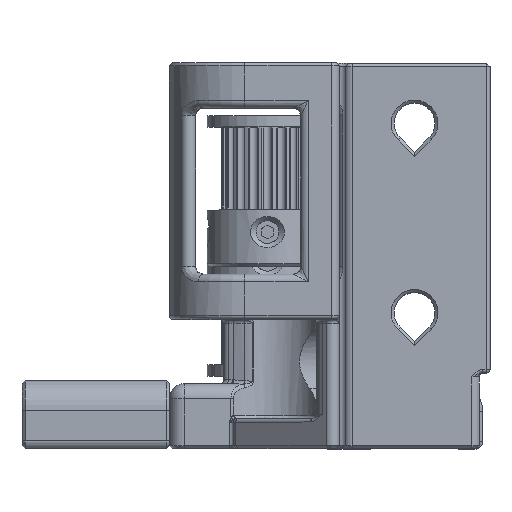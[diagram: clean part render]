
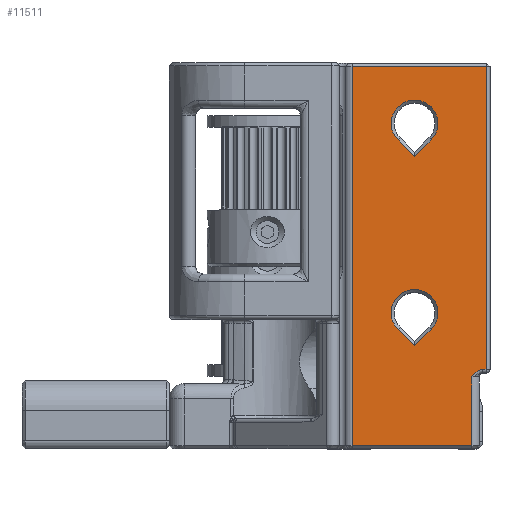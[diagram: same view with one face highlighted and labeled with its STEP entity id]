
A CAD part, top view. The second image highlights one B-rep face of the part: STEP entity #11511.
In plain terms, the highlighted planar face has unit normal (0, 0, 1).
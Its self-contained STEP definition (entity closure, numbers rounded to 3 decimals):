
#428=B_SPLINE_CURVE_WITH_KNOTS('',3,(#21942,#21943,#21944,#21945,#21946,
#21947,#21948,#21949),.UNSPECIFIED.,.F.,.F.,(4,1,1,2,4),(0.,0.108,
0.144,0.18,0.18),.UNSPECIFIED.);
#792=LINE('',#21863,#1699);
#811=LINE('',#21917,#1718);
#817=LINE('',#21936,#1724);
#818=LINE('',#21940,#1725);
#819=LINE('',#21950,#1726);
#820=LINE('',#21951,#1727);
#821=LINE('',#21954,#1728);
#822=LINE('',#21957,#1729);
#823=LINE('',#21960,#1730);
#824=LINE('',#21963,#1731);
#1699=VECTOR('',#15262,10.);
#1718=VECTOR('',#15327,10.);
#1724=VECTOR('',#15349,10.);
#1725=VECTOR('',#15354,10.);
#1726=VECTOR('',#15355,10.);
#1727=VECTOR('',#15356,10.);
#1728=VECTOR('',#15357,10.);
#1729=VECTOR('',#15360,10.);
#1730=VECTOR('',#15361,10.);
#1731=VECTOR('',#15364,10.);
#2533=FACE_BOUND('',#3665,.T.);
#2534=FACE_BOUND('',#3666,.T.);
#2912=FACE_OUTER_BOUND('',#3664,.T.);
#3664=EDGE_LOOP('',(#9194,#9195,#9196,#9197,#9198,#9199,#9200));
#3665=EDGE_LOOP('',(#9201,#9202,#9203));
#3666=EDGE_LOOP('',(#9204,#9205,#9206));
#4516=CIRCLE('',#12780,3.1);
#4517=CIRCLE('',#12781,3.1);
#5301=VERTEX_POINT('',#21857);
#5302=VERTEX_POINT('',#21861);
#5313=VERTEX_POINT('',#21911);
#5314=VERTEX_POINT('',#21915);
#5319=VERTEX_POINT('',#21935);
#5320=VERTEX_POINT('',#21939);
#5321=VERTEX_POINT('',#21941);
#5322=VERTEX_POINT('',#21952);
#5323=VERTEX_POINT('',#21953);
#5324=VERTEX_POINT('',#21955);
#5325=VERTEX_POINT('',#21958);
#5326=VERTEX_POINT('',#21959);
#5327=VERTEX_POINT('',#21961);
#6647=EDGE_CURVE('',#5302,#5301,#792,.T.);
#6674=EDGE_CURVE('',#5314,#5313,#811,.T.);
#6683=EDGE_CURVE('',#5313,#5319,#817,.T.);
#6685=EDGE_CURVE('',#5320,#5302,#818,.T.);
#6686=EDGE_CURVE('',#5321,#5320,#428,.T.);
#6687=EDGE_CURVE('',#5319,#5321,#819,.T.);
#6688=EDGE_CURVE('',#5301,#5314,#820,.T.);
#6689=EDGE_CURVE('',#5322,#5323,#821,.T.);
#6690=EDGE_CURVE('',#5324,#5322,#4516,.T.);
#6691=EDGE_CURVE('',#5323,#5324,#822,.T.);
#6692=EDGE_CURVE('',#5325,#5326,#823,.T.);
#6693=EDGE_CURVE('',#5327,#5325,#4517,.T.);
#6694=EDGE_CURVE('',#5326,#5327,#824,.T.);
#9194=ORIENTED_EDGE('',*,*,#6647,.F.);
#9195=ORIENTED_EDGE('',*,*,#6685,.F.);
#9196=ORIENTED_EDGE('',*,*,#6686,.F.);
#9197=ORIENTED_EDGE('',*,*,#6687,.F.);
#9198=ORIENTED_EDGE('',*,*,#6683,.F.);
#9199=ORIENTED_EDGE('',*,*,#6674,.F.);
#9200=ORIENTED_EDGE('',*,*,#6688,.F.);
#9201=ORIENTED_EDGE('',*,*,#6689,.F.);
#9202=ORIENTED_EDGE('',*,*,#6690,.F.);
#9203=ORIENTED_EDGE('',*,*,#6691,.F.);
#9204=ORIENTED_EDGE('',*,*,#6692,.F.);
#9205=ORIENTED_EDGE('',*,*,#6693,.F.);
#9206=ORIENTED_EDGE('',*,*,#6694,.F.);
#10966=PLANE('',#12779);
#11511=ADVANCED_FACE('',(#2912,#2533,#2534),#10966,.T.);
#12779=AXIS2_PLACEMENT_3D('',#21938,#15352,#15353);
#12780=AXIS2_PLACEMENT_3D('',#21956,#15358,#15359);
#12781=AXIS2_PLACEMENT_3D('',#21962,#15362,#15363);
#15262=DIRECTION('',(-1.,0.,0.));
#15327=DIRECTION('',(1.,0.,0.));
#15349=DIRECTION('',(0.,-1.,0.));
#15352=DIRECTION('center_axis',(0.,0.,1.));
#15353=DIRECTION('ref_axis',(1.,0.,0.));
#15354=DIRECTION('',(0.,-1.,0.));
#15355=DIRECTION('',(-1.,0.,0.));
#15356=DIRECTION('',(0.,1.,0.));
#15357=DIRECTION('',(0.707,-0.707,0.));
#15358=DIRECTION('center_axis',(0.,0.,1.));
#15359=DIRECTION('ref_axis',(-1.,0.,0.));
#15360=DIRECTION('',(0.707,0.707,0.));
#15361=DIRECTION('',(0.707,-0.707,0.));
#15362=DIRECTION('center_axis',(0.,0.,1.));
#15363=DIRECTION('ref_axis',(-1.,0.,0.));
#15364=DIRECTION('',(0.707,0.707,0.));
#21857=CARTESIAN_POINT('',(1.732,0.4,0.));
#21861=CARTESIAN_POINT('',(17.586,0.4,0.));
#21863=CARTESIAN_POINT('',(-0.625,0.4,0.));
#21911=CARTESIAN_POINT('',(19.5,50.7,0.));
#21915=CARTESIAN_POINT('',(1.732,50.7,0.));
#21917=CARTESIAN_POINT('',(-0.625,50.7,0.));
#21935=CARTESIAN_POINT('',(19.5,10.5,0.));
#21936=CARTESIAN_POINT('',(19.5,25.55,0.));
#21938=CARTESIAN_POINT('Origin',(0.,0.,0.));
#21939=CARTESIAN_POINT('',(17.586,9.5,0.));
#21940=CARTESIAN_POINT('',(17.586,0.,0.));
#21941=CARTESIAN_POINT('',(19.,10.5,0.));
#21942=CARTESIAN_POINT('Ctrl Pts',(19.,10.5,0.));
#21943=CARTESIAN_POINT('Ctrl Pts',(18.641,10.5,0.));
#21944=CARTESIAN_POINT('Ctrl Pts',(18.183,10.255,0.));
#21945=CARTESIAN_POINT('Ctrl Pts',(17.8,9.798,0.));
#21946=CARTESIAN_POINT('Ctrl Pts',(17.657,9.601,0.));
#21947=CARTESIAN_POINT('Ctrl Pts',(17.588,9.502,0.));
#21948=CARTESIAN_POINT('Ctrl Pts',(17.587,9.501,0.));
#21949=CARTESIAN_POINT('Ctrl Pts',(17.586,9.5,0.));
#21950=CARTESIAN_POINT('',(4.382,10.5,0.));
#21951=CARTESIAN_POINT('',(1.732,0.,0.));
#21952=CARTESIAN_POINT('',(7.808,40.908,0.));
#21953=CARTESIAN_POINT('',(10.,38.716,0.));
#21954=CARTESIAN_POINT('',(16.083,32.633,0.));
#21955=CARTESIAN_POINT('',(12.192,40.908,0.));
#21956=CARTESIAN_POINT('Origin',(10.,43.1,0.));
#21957=CARTESIAN_POINT('',(-2.038,26.678,0.));
#21958=CARTESIAN_POINT('',(7.808,15.808,0.));
#21959=CARTESIAN_POINT('',(10.,13.616,0.));
#21960=CARTESIAN_POINT('',(9.808,13.808,0.));
#21961=CARTESIAN_POINT('',(12.192,15.808,0.));
#21962=CARTESIAN_POINT('Origin',(10.,18.,0.));
#21963=CARTESIAN_POINT('',(4.237,7.853,0.));
